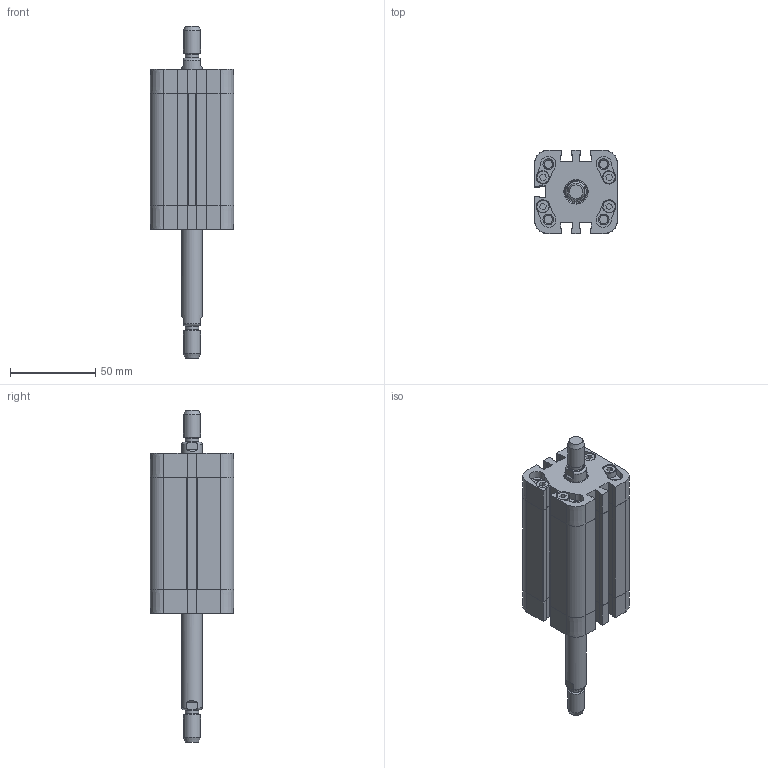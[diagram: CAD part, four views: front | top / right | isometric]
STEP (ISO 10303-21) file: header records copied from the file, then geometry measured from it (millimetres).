
FILE_DESCRIPTION((''),'2;1');
FILE_NAME('PDMP032.050.GS.M.stp','2014-01-20T11:17:03',('carlo.corazza'),(''),'Autodesk Inventor 2012','Autodesk Inventor 2012','');
FILE_SCHEMA(('AUTOMOTIVE_DESIGN { 1 0 10303 214 1 1 1 1 }'));
Length unit declared in the file: millimetre
Products named in the file (5): PDMP032..GS.M; CORPO-050; STELO-050; TA
Assembly tree (5 placements, depth 2):
  PDMP032..GS.M
    CORPO-050
    STELO-050  x2
    TA
    TA
Bounding box: 49 x 49 x 195 mm (x, y, z)
Volume: 156139.3 mm3; surface area: 57285.1 mm2
Topology: 5 solids, 13 shells, 765 faces, 1943 edges, 1268 vertices
Faces by surface type: plane 358, cylinder 183, bspline 116, torus 56, cone 52
Full cylindrical faces by diameter (mm): 2.5 x2, 4.917 x2, 5.2 x8, 7.5 x8, 7.9 x2, 8.566 x2, 10 x2, 12 x2, 12.54 x2, 13.7 x2, 14 x2, 16.32 x2, 16.5 x2, 32 x1
Entity records: 23907 total; most frequent: CARTESIAN_POINT 5862, ORIENTED_EDGE 3558, DIRECTION 3264, EDGE_CURVE 1779, VERTEX_POINT 1223, AXIS2_PLACEMENT_3D 1105, VECTOR 1054, LINE 1054
